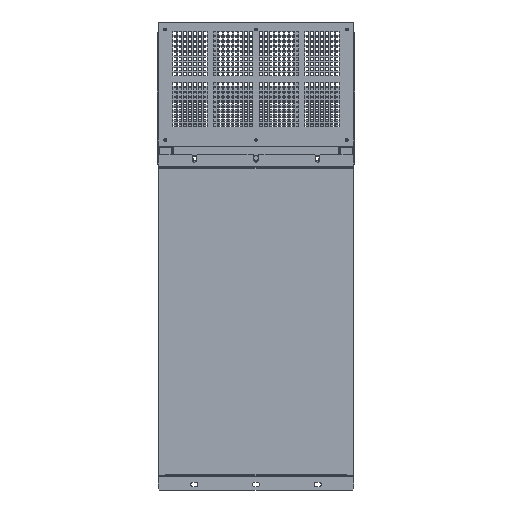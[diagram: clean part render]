
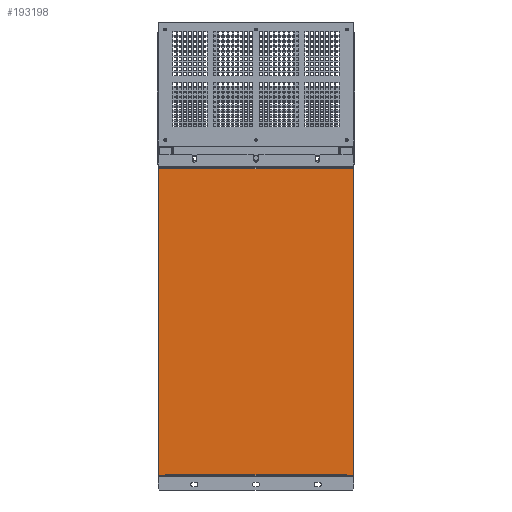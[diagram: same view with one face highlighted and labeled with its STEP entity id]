
A CAD part, front view. The second image highlights one B-rep face of the part: STEP entity #193198.
In plain terms, the highlighted planar face has unit normal (0, -1, 0).
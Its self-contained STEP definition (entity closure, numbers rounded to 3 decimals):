
#2539 = AXIS2_PLACEMENT_3D ( 'NONE', #84831, #252591, #11841 ) ;
#4095 = EDGE_CURVE ( 'NONE', #17506, #306884, #291989, .T. ) ;
#9543 = CARTESIAN_POINT ( 'NONE',  ( 268., 0., 423.5 ) ) ;
#10270 = EDGE_CURVE ( 'NONE', #113565, #126966, #167405, .T. ) ;
#11841 = DIRECTION ( 'NONE',  ( 1., 0., 0. ) ) ;
#16420 = FACE_BOUND ( 'NONE', #23113, .T. ) ;
#17506 = VERTEX_POINT ( 'NONE', #271287 ) ;
#19738 = VECTOR ( 'NONE', #93224, 1000. ) ;
#23113 = EDGE_LOOP ( 'NONE', ( #134369, #82075, #136256, #229970 ) ) ;
#24813 = VECTOR ( 'NONE', #80871, 1000. ) ;
#26525 = EDGE_CURVE ( 'NONE', #172249, #274285, #66309, .T. ) ;
#29871 = CARTESIAN_POINT ( 'NONE',  ( -248., 0., -423.5 ) ) ;
#41271 = ORIENTED_EDGE ( 'NONE', *, *, #57889, .F. ) ;
#41771 = DIRECTION ( 'NONE',  ( 0., 0., 1. ) ) ;
#43200 = CARTESIAN_POINT ( 'NONE',  ( 268., 0., 425. ) ) ;
#44009 = VECTOR ( 'NONE', #258934, 1000. ) ;
#44854 = LINE ( 'NONE', #254645, #217518 ) ;
#45503 = EDGE_LOOP ( 'NONE', ( #223017, #204747, #260009, #227588, #294152, #242677, #174312, #41271, #217510, #252179 ) ) ;
#50450 = VERTEX_POINT ( 'NONE', #59689 ) ;
#51374 = EDGE_CURVE ( 'NONE', #178828, #274285, #271428, .T. ) ;
#51560 = LINE ( 'NONE', #9543, #166330 ) ;
#51884 = EDGE_CURVE ( 'NONE', #152108, #50450, #51560, .T. ) ;
#53446 = VECTOR ( 'NONE', #168442, 1000. ) ;
#57889 = EDGE_CURVE ( 'NONE', #206019, #293607, #44854, .T. ) ;
#58559 = CARTESIAN_POINT ( 'NONE',  ( -248., 0., -423.5 ) ) ;
#59689 = CARTESIAN_POINT ( 'NONE',  ( -248., 0., 423.5 ) ) ;
#63394 = DIRECTION ( 'NONE',  ( 0., 0., -1. ) ) ;
#64527 = CARTESIAN_POINT ( 'NONE',  ( 248., 0., -423.5 ) ) ;
#66309 = LINE ( 'NONE', #94220, #44009 ) ;
#69927 = EDGE_CURVE ( 'NONE', #17506, #206019, #260158, .T. ) ;
#70174 = LINE ( 'NONE', #138584, #281014 ) ;
#73655 = CARTESIAN_POINT ( 'NONE',  ( 268., 0., -423.5 ) ) ;
#80871 = DIRECTION ( 'NONE',  ( 0., 0., -1. ) ) ;
#82075 = ORIENTED_EDGE ( 'NONE', *, *, #224118, .T. ) ;
#82169 = CARTESIAN_POINT ( 'NONE',  ( 268., 0., -423.5 ) ) ;
#82184 = EDGE_CURVE ( 'NONE', #277783, #293607, #202698, .T. ) ;
#84831 = CARTESIAN_POINT ( 'NONE',  ( 0., 0., 424.25 ) ) ;
#90218 = EDGE_CURVE ( 'NONE', #50450, #217081, #105707, .T. ) ;
#91039 = VECTOR ( 'NONE', #152099, 1000. ) ;
#92305 = CARTESIAN_POINT ( 'NONE',  ( -268., 0., 425. ) ) ;
#93224 = DIRECTION ( 'NONE',  ( 0., 0., -1. ) ) ;
#94220 = CARTESIAN_POINT ( 'NONE',  ( -268., 0., 423.5 ) ) ;
#105707 = LINE ( 'NONE', #296783, #24813 ) ;
#106662 = CARTESIAN_POINT ( 'NONE',  ( 248., 0., -421.5 ) ) ;
#113565 = VERTEX_POINT ( 'NONE', #270368 ) ;
#117002 = CARTESIAN_POINT ( 'NONE',  ( 248., 0., 421.5 ) ) ;
#118493 = VECTOR ( 'NONE', #296676, 1000. ) ;
#126966 = VERTEX_POINT ( 'NONE', #242889 ) ;
#127274 = EDGE_CURVE ( 'NONE', #164423, #217081, #70174, .T. ) ;
#127633 = DIRECTION ( 'NONE',  ( -1., 0., 0. ) ) ;
#128335 = CARTESIAN_POINT ( 'NONE',  ( -268., 0., -423.5 ) ) ;
#131969 = CARTESIAN_POINT ( 'NONE',  ( 268., 0., 423.5 ) ) ;
#134369 = ORIENTED_EDGE ( 'NONE', *, *, #51884, .F. ) ;
#136256 = ORIENTED_EDGE ( 'NONE', *, *, #127274, .T. ) ;
#138584 = CARTESIAN_POINT ( 'NONE',  ( 248., 0., 421.5 ) ) ;
#147865 = EDGE_CURVE ( 'NONE', #113565, #306884, #167723, .T. ) ;
#149164 = VECTOR ( 'NONE', #177859, 1000. ) ;
#152099 = DIRECTION ( 'NONE',  ( 0., 0., 1. ) ) ;
#152108 = VERTEX_POINT ( 'NONE', #261852 ) ;
#157800 = PLANE ( 'NONE',  #2539 ) ;
#164423 = VERTEX_POINT ( 'NONE', #117002 ) ;
#164956 = DIRECTION ( 'NONE',  ( -1., 0., 0. ) ) ;
#165297 = LINE ( 'NONE', #92305, #273682 ) ;
#166330 = VECTOR ( 'NONE', #127633, 1000. ) ;
#167405 = LINE ( 'NONE', #43200, #274270 ) ;
#167723 = LINE ( 'NONE', #214377, #19738 ) ;
#168442 = DIRECTION ( 'NONE',  ( -1., 0., 0. ) ) ;
#172249 = VERTEX_POINT ( 'NONE', #272323 ) ;
#174312 = ORIENTED_EDGE ( 'NONE', *, *, #82184, .T. ) ;
#177859 = DIRECTION ( 'NONE',  ( 1., 0., 0. ) ) ;
#178828 = VERTEX_POINT ( 'NONE', #29871 ) ;
#191666 = DIRECTION ( 'NONE',  ( 0., 0., -1. ) ) ;
#193198 = ADVANCED_FACE ( 'NONE', ( #16420, #202929 ), #157800, .F. ) ;
#201895 = LINE ( 'NONE', #250049, #118493 ) ;
#202698 = LINE ( 'NONE', #274162, #149164 ) ;
#202929 = FACE_OUTER_BOUND ( 'NONE', #45503, .T. ) ;
#204747 = ORIENTED_EDGE ( 'NONE', *, *, #10270, .T. ) ;
#204826 = LINE ( 'NONE', #234272, #270744 ) ;
#206019 = VERTEX_POINT ( 'NONE', #64527 ) ;
#214377 = CARTESIAN_POINT ( 'NONE',  ( 268., 0., 425. ) ) ;
#217081 = VERTEX_POINT ( 'NONE', #300931 ) ;
#217510 = ORIENTED_EDGE ( 'NONE', *, *, #69927, .F. ) ;
#217518 = VECTOR ( 'NONE', #41771, 1000. ) ;
#217535 = EDGE_CURVE ( 'NONE', #126966, #172249, #165297, .T. ) ;
#223017 = ORIENTED_EDGE ( 'NONE', *, *, #147865, .F. ) ;
#224118 = EDGE_CURVE ( 'NONE', #152108, #164423, #204826, .T. ) ;
#224726 = CARTESIAN_POINT ( 'NONE',  ( -248., 0., -421.5 ) ) ;
#227588 = ORIENTED_EDGE ( 'NONE', *, *, #26525, .T. ) ;
#229970 = ORIENTED_EDGE ( 'NONE', *, *, #90218, .F. ) ;
#233508 = EDGE_CURVE ( 'NONE', #178828, #277783, #201895, .T. ) ;
#234272 = CARTESIAN_POINT ( 'NONE',  ( 248., 0., 423.5 ) ) ;
#238879 = DIRECTION ( 'NONE',  ( -1., 0., 0. ) ) ;
#242677 = ORIENTED_EDGE ( 'NONE', *, *, #233508, .T. ) ;
#242889 = CARTESIAN_POINT ( 'NONE',  ( -268., 0., 425. ) ) ;
#248129 = DIRECTION ( 'NONE',  ( -1., 0., 0. ) ) ;
#250049 = CARTESIAN_POINT ( 'NONE',  ( -248., 0., -423.5 ) ) ;
#252179 = ORIENTED_EDGE ( 'NONE', *, *, #4095, .T. ) ;
#252591 = DIRECTION ( 'NONE',  ( 0., 1., 0. ) ) ;
#254645 = CARTESIAN_POINT ( 'NONE',  ( 248., 0., -423.5 ) ) ;
#258934 = DIRECTION ( 'NONE',  ( 0., 0., -1. ) ) ;
#260009 = ORIENTED_EDGE ( 'NONE', *, *, #217535, .T. ) ;
#260158 = LINE ( 'NONE', #73655, #53446 ) ;
#261852 = CARTESIAN_POINT ( 'NONE',  ( 248., 0., 423.5 ) ) ;
#270368 = CARTESIAN_POINT ( 'NONE',  ( 268., 0., 425. ) ) ;
#270744 = VECTOR ( 'NONE', #63394, 1000. ) ;
#271287 = CARTESIAN_POINT ( 'NONE',  ( 268., 0., -423.5 ) ) ;
#271428 = LINE ( 'NONE', #58559, #285208 ) ;
#272323 = CARTESIAN_POINT ( 'NONE',  ( -268., 0., 423.5 ) ) ;
#273682 = VECTOR ( 'NONE', #191666, 1000. ) ;
#274162 = CARTESIAN_POINT ( 'NONE',  ( -248., 0., -421.5 ) ) ;
#274270 = VECTOR ( 'NONE', #238879, 1000. ) ;
#274285 = VERTEX_POINT ( 'NONE', #128335 ) ;
#277783 = VERTEX_POINT ( 'NONE', #224726 ) ;
#281014 = VECTOR ( 'NONE', #164956, 1000. ) ;
#285208 = VECTOR ( 'NONE', #248129, 1000. ) ;
#291989 = LINE ( 'NONE', #82169, #91039 ) ;
#293607 = VERTEX_POINT ( 'NONE', #106662 ) ;
#294152 = ORIENTED_EDGE ( 'NONE', *, *, #51374, .F. ) ;
#296676 = DIRECTION ( 'NONE',  ( 0., 0., 1. ) ) ;
#296783 = CARTESIAN_POINT ( 'NONE',  ( -248., 0., 423.5 ) ) ;
#300931 = CARTESIAN_POINT ( 'NONE',  ( -248., 0., 421.5 ) ) ;
#306884 = VERTEX_POINT ( 'NONE', #131969 ) ;
